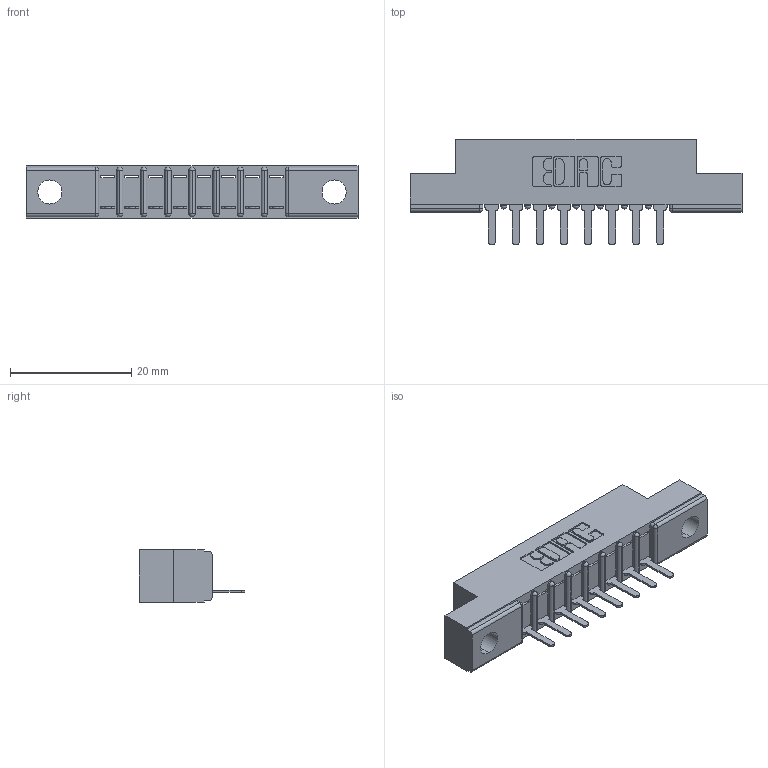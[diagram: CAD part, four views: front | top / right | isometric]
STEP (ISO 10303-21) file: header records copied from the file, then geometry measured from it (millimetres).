
FILE_DESCRIPTION (( 'STEP AP203' ), '1' );
FILE_NAME ('357-008-425-104.STEP', '2020-09-30T02:59:32', ( '' ), ( '' ), 'SwSTEP 2.0', 'SolidWorks 2020', '' );
FILE_SCHEMA (( 'CONFIG_CONTROL_DESIGN' ));
Length unit declared in the file: inch
Products named in the file (3): 307 Part_.156 Dia Mounting Holes; 307-290-001_525; 357-008-425-104
Assembly tree (9 placements, depth 2):
  357-008-425-104
    307 Part_.156 Dia Mounting Holes
    307-290-001_525  x8
Bounding box: 54.71 x 17.42 x 8.71 mm (x, y, z)
Volume: 3377 mm3; surface area: 4535.6 mm2
Topology: 9 solids, 9 shells, 589 faces, 1655 edges, 1066 vertices
Faces by surface type: plane 380, cylinder 191, sphere 18
Entity records: 11436 total; most frequent: CARTESIAN_POINT 1918, ORIENTED_EDGE 1902, DIRECTION 1877, EDGE_CURVE 951, LINE 723, VECTOR 723, VERTEX_POINT 618, AXIS2_PLACEMENT_3D 577
